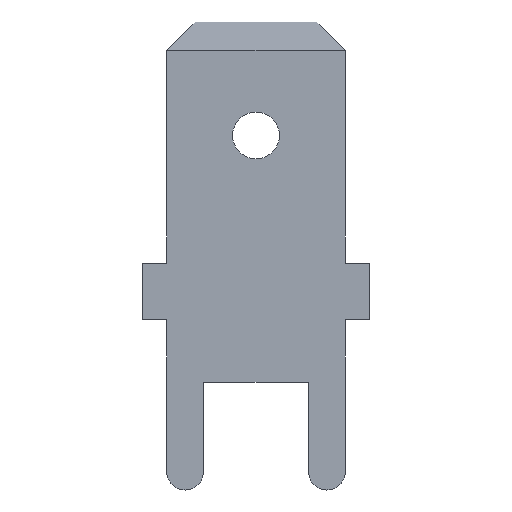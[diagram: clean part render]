
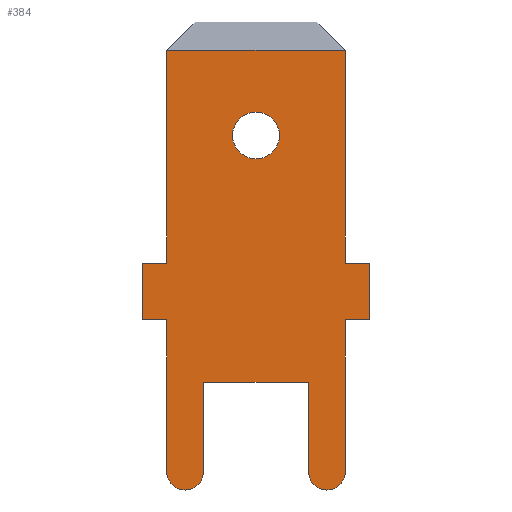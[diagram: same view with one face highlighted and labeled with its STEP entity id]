
A CAD part, front view. The second image highlights one B-rep face of the part: STEP entity #384.
In plain terms, the highlighted planar face has unit normal (0, -1, 0).
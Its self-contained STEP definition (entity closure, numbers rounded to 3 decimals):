
#3=CARTESIAN_POINT('',(0.,0.,-4.));
#4=DIRECTION('',(0.,-1.,0.));
#5=DIRECTION('',(1.,0.,0.));
#6=AXIS2_PLACEMENT_3D('',#3,#4,#5);
#8=CARTESIAN_POINT('',(0.,0.,-4.));
#9=DIRECTION('',(0.,-1.,0.));
#10=DIRECTION('',(-1.,0.,0.));
#11=AXIS2_PLACEMENT_3D('',#8,#9,#10);
#13=DIRECTION('',(1.,0.,0.));
#14=VECTOR('',#13,6.3);
#15=CARTESIAN_POINT('',(-3.15,0.,-1.));
#16=LINE('',#15,#14);
#17=DIRECTION('',(0.,0.,-1.));
#18=VECTOR('',#17,7.5);
#19=CARTESIAN_POINT('',(3.15,0.,-1.));
#20=LINE('',#19,#18);
#21=DIRECTION('',(1.,0.,0.));
#22=VECTOR('',#21,0.85);
#23=CARTESIAN_POINT('',(3.15,0.,-8.5));
#24=LINE('',#23,#22);
#25=DIRECTION('',(0.,0.,-1.));
#26=VECTOR('',#25,2.);
#27=CARTESIAN_POINT('',(4.,0.,-8.5));
#28=LINE('',#27,#26);
#29=DIRECTION('',(-1.,0.,0.));
#30=VECTOR('',#29,0.85);
#31=CARTESIAN_POINT('',(4.,0.,-10.5));
#32=LINE('',#31,#30);
#33=DIRECTION('',(0.,0.,-1.));
#34=VECTOR('',#33,5.35);
#35=CARTESIAN_POINT('',(3.15,0.,-10.5));
#36=LINE('',#35,#34);
#37=CARTESIAN_POINT('',(2.5,0.,-15.85));
#38=DIRECTION('',(0.,1.,0.));
#39=DIRECTION('',(1.,0.,0.));
#40=AXIS2_PLACEMENT_3D('',#37,#38,#39);
#42=DIRECTION('',(0.,0.,1.));
#43=VECTOR('',#42,3.15);
#44=CARTESIAN_POINT('',(1.85,0.,-15.85));
#45=LINE('',#44,#43);
#46=DIRECTION('',(-1.,0.,0.));
#47=VECTOR('',#46,3.7);
#48=CARTESIAN_POINT('',(1.85,0.,-12.7));
#49=LINE('',#48,#47);
#50=DIRECTION('',(0.,0.,-1.));
#51=VECTOR('',#50,3.15);
#52=CARTESIAN_POINT('',(-1.85,0.,-12.7));
#53=LINE('',#52,#51);
#54=CARTESIAN_POINT('',(-2.5,0.,-15.85));
#55=DIRECTION('',(0.,1.,0.));
#56=DIRECTION('',(1.,0.,0.));
#57=AXIS2_PLACEMENT_3D('',#54,#55,#56);
#59=DIRECTION('',(0.,0.,1.));
#60=VECTOR('',#59,5.35);
#61=CARTESIAN_POINT('',(-3.15,0.,-15.85));
#62=LINE('',#61,#60);
#63=DIRECTION('',(-1.,0.,0.));
#64=VECTOR('',#63,0.85);
#65=CARTESIAN_POINT('',(-3.15,0.,-10.5));
#66=LINE('',#65,#64);
#67=DIRECTION('',(0.,0.,1.));
#68=VECTOR('',#67,2.);
#69=CARTESIAN_POINT('',(-4.,0.,-10.5));
#70=LINE('',#69,#68);
#71=DIRECTION('',(1.,0.,0.));
#72=VECTOR('',#71,0.85);
#73=CARTESIAN_POINT('',(-4.,0.,-8.5));
#74=LINE('',#73,#72);
#75=DIRECTION('',(0.,0.,1.));
#76=VECTOR('',#75,7.5);
#77=CARTESIAN_POINT('',(-3.15,0.,-8.5));
#78=LINE('',#77,#76);
#259=CARTESIAN_POINT('',(0.825,0.,-4.));
#260=CARTESIAN_POINT('',(-0.825,0.,-4.));
#261=VERTEX_POINT('',#259);
#262=VERTEX_POINT('',#260);
#263=CARTESIAN_POINT('',(3.15,0.,-8.5));
#264=CARTESIAN_POINT('',(4.,0.,-8.5));
#265=VERTEX_POINT('',#263);
#266=VERTEX_POINT('',#264);
#267=CARTESIAN_POINT('',(4.,0.,-10.5));
#268=VERTEX_POINT('',#267);
#269=CARTESIAN_POINT('',(3.15,0.,-10.5));
#270=VERTEX_POINT('',#269);
#271=CARTESIAN_POINT('',(3.15,0.,-15.85));
#272=VERTEX_POINT('',#271);
#273=CARTESIAN_POINT('',(1.85,0.,-15.85));
#274=VERTEX_POINT('',#273);
#275=CARTESIAN_POINT('',(1.85,0.,-12.7));
#276=VERTEX_POINT('',#275);
#277=CARTESIAN_POINT('',(-1.85,0.,-12.7));
#278=VERTEX_POINT('',#277);
#279=CARTESIAN_POINT('',(-1.85,0.,-15.85));
#280=VERTEX_POINT('',#279);
#281=CARTESIAN_POINT('',(-3.15,0.,-15.85));
#282=VERTEX_POINT('',#281);
#283=CARTESIAN_POINT('',(-3.15,0.,-10.5));
#284=VERTEX_POINT('',#283);
#285=CARTESIAN_POINT('',(-4.,0.,-10.5));
#286=VERTEX_POINT('',#285);
#287=CARTESIAN_POINT('',(-4.,0.,-8.5));
#288=VERTEX_POINT('',#287);
#289=CARTESIAN_POINT('',(-3.15,0.,-8.5));
#290=VERTEX_POINT('',#289);
#323=CARTESIAN_POINT('',(-3.15,0.,-1.));
#324=CARTESIAN_POINT('',(3.15,0.,-1.));
#325=VERTEX_POINT('',#323);
#326=VERTEX_POINT('',#324);
#339=CARTESIAN_POINT('',(0.,0.,0.));
#340=DIRECTION('',(0.,1.,0.));
#341=DIRECTION('',(1.,0.,0.));
#342=AXIS2_PLACEMENT_3D('',#339,#340,#341);
#343=PLANE('',#342);
#345=ORIENTED_EDGE('',*,*,#344,.T.);
#347=ORIENTED_EDGE('',*,*,#346,.T.);
#349=ORIENTED_EDGE('',*,*,#348,.T.);
#351=ORIENTED_EDGE('',*,*,#350,.T.);
#353=ORIENTED_EDGE('',*,*,#352,.T.);
#355=ORIENTED_EDGE('',*,*,#354,.T.);
#357=ORIENTED_EDGE('',*,*,#356,.T.);
#359=ORIENTED_EDGE('',*,*,#358,.T.);
#361=ORIENTED_EDGE('',*,*,#360,.T.);
#363=ORIENTED_EDGE('',*,*,#362,.T.);
#365=ORIENTED_EDGE('',*,*,#364,.T.);
#367=ORIENTED_EDGE('',*,*,#366,.T.);
#369=ORIENTED_EDGE('',*,*,#368,.T.);
#371=ORIENTED_EDGE('',*,*,#370,.T.);
#373=ORIENTED_EDGE('',*,*,#372,.T.);
#375=ORIENTED_EDGE('',*,*,#374,.T.);
#376=EDGE_LOOP('',(#345,#347,#349,#351,#353,#355,#357,#359,#361,#363,#365,#367,
#369,#371,#373,#375));
#377=FACE_OUTER_BOUND('',#376,.F.);
#379=ORIENTED_EDGE('',*,*,#378,.T.);
#381=ORIENTED_EDGE('',*,*,#380,.T.);
#382=EDGE_LOOP('',(#379,#381));
#383=FACE_BOUND('',#382,.F.);
#7=CIRCLE('',#6,0.825);
#12=CIRCLE('',#11,0.825);
#41=CIRCLE('',#40,0.65);
#58=CIRCLE('',#57,0.65);
#344=EDGE_CURVE('',#325,#326,#16,.T.);
#346=EDGE_CURVE('',#326,#265,#20,.T.);
#348=EDGE_CURVE('',#265,#266,#24,.T.);
#350=EDGE_CURVE('',#266,#268,#28,.T.);
#352=EDGE_CURVE('',#268,#270,#32,.T.);
#354=EDGE_CURVE('',#270,#272,#36,.T.);
#356=EDGE_CURVE('',#272,#274,#41,.T.);
#358=EDGE_CURVE('',#274,#276,#45,.T.);
#360=EDGE_CURVE('',#276,#278,#49,.T.);
#362=EDGE_CURVE('',#278,#280,#53,.T.);
#364=EDGE_CURVE('',#280,#282,#58,.T.);
#366=EDGE_CURVE('',#282,#284,#62,.T.);
#368=EDGE_CURVE('',#284,#286,#66,.T.);
#370=EDGE_CURVE('',#286,#288,#70,.T.);
#372=EDGE_CURVE('',#288,#290,#74,.T.);
#374=EDGE_CURVE('',#290,#325,#78,.T.);
#378=EDGE_CURVE('',#261,#262,#7,.T.);
#380=EDGE_CURVE('',#262,#261,#12,.T.);
#384=ADVANCED_FACE('',(#377,#383),#343,.F.);
